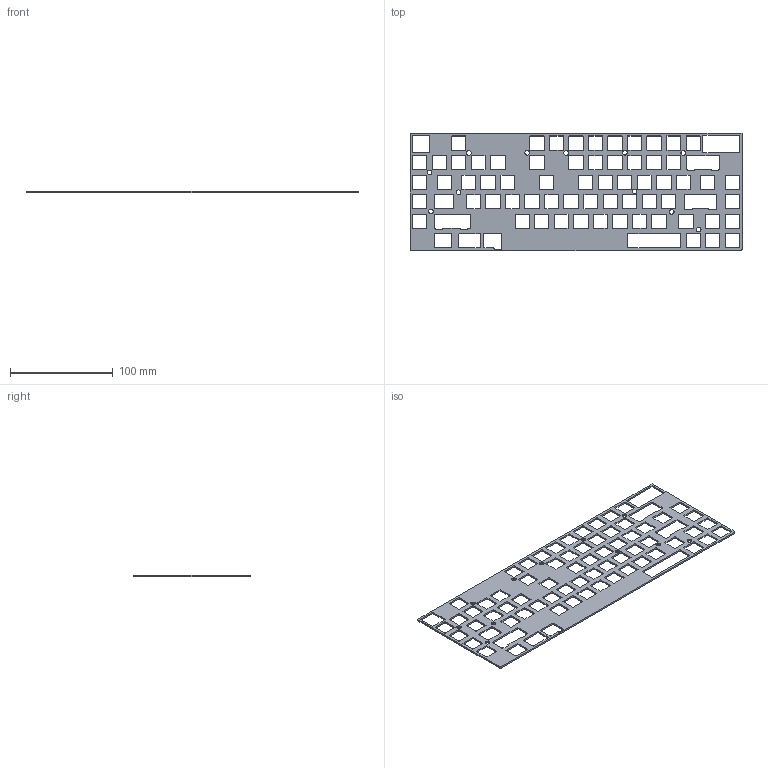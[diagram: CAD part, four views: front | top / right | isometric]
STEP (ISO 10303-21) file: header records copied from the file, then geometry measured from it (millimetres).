
FILE_DESCRIPTION(('KiCad electronic assembly'),'2;1');
FILE_NAME('plate.step','2021-05-21T18:38:32',('An Author'),('A Company') ,'Open CASCADE STEP processor 6.9','KiCad to STEP converter','Unknown' );
FILE_SCHEMA(('AUTOMOTIVE_DESIGN { 1 0 10303 214 1 1 1 1 }'));
Length unit declared in the file: millimetre
Products named in the file (2): Open CASCADE STEP translator 6.9 1; COMPOUND
Assembly tree (1 placements, depth 2):
  Open CASCADE STEP translator 6.9 1
    COMPOUND
Bounding box: 323.85 x 114.3 x 1.6 mm (x, y, z)
Volume: 32328.2 mm3; surface area: 49073.4 mm2
Topology: 1 solids, 1 shells, 643 faces, 1923 edges, 1282 vertices
Faces by surface type: plane 329, cylinder 314
Full cylindrical faces by diameter (mm): 4.502 x1, 4.507 x1, 4.55 x1, 4.552 x1, 4.553 x1, 4.554 x1, 4.59 x1, 4.6 x2, 4.604 x1, 4.608 x1
Entity records: 49075 total; most frequent: CARTESIAN_POINT 11464, DIRECTION 7059, LINE 4513, VECTOR 4513, ORIENTED_EDGE 3846, PCURVE 3846, DEFINITIONAL_REPRESENTATION 3846, EDGE_CURVE 1923
